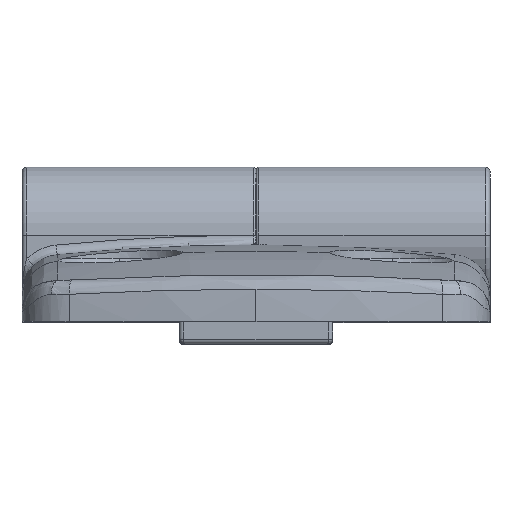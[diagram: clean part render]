
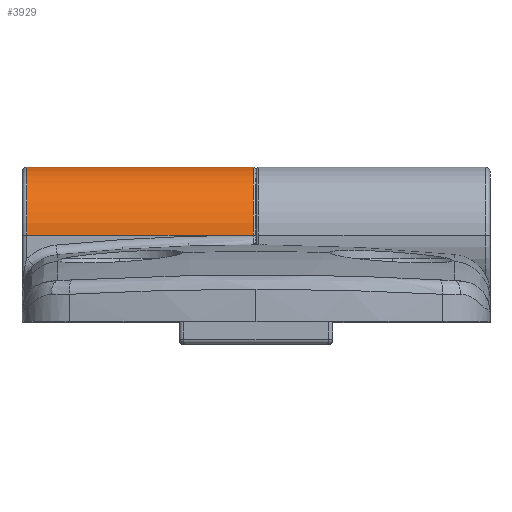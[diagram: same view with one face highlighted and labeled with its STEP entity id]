
A CAD part, top view. The second image highlights one B-rep face of the part: STEP entity #3929.
In plain terms, the highlighted cylindrical face has radius 7 mm (diameter 14 mm), a partial arc.
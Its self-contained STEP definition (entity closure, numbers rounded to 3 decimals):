
#309 = EDGE_CURVE ( 'NONE', #10120, #4201, #2330, .T. ) ;
#1125 = CARTESIAN_POINT ( 'NONE',  ( -0.3, 8.9, 7. ) ) ;
#1536 = LINE ( 'NONE', #8453, #2417 ) ;
#1879 = CYLINDRICAL_SURFACE ( 'NONE', #9004, 7. ) ;
#2042 = AXIS2_PLACEMENT_3D ( 'NONE', #4879, #11849, #8275 ) ;
#2330 = CIRCLE ( 'NONE', #11248, 7. ) ;
#2417 = VECTOR ( 'NONE', #7214, 1000. ) ;
#2623 = VERTEX_POINT ( 'NONE', #8026 ) ;
#3664 = LINE ( 'NONE', #9259, #4615 ) ;
#3826 = ORIENTED_EDGE ( 'NONE', *, *, #10826, .T. ) ;
#3929 = ADVANCED_FACE ( 'NONE', ( #14156 ), #1879, .T. ) ;
#4100 = DIRECTION ( 'NONE',  ( 0., 0., -1. ) ) ;
#4201 = VERTEX_POINT ( 'NONE', #9007 ) ;
#4615 = VECTOR ( 'NONE', #6101, 1000. ) ;
#4639 = CARTESIAN_POINT ( 'NONE',  ( -0.3, 8.9, 0. ) ) ;
#4879 = CARTESIAN_POINT ( 'NONE',  ( -23.5, 8.9, 0. ) ) ;
#5789 = CARTESIAN_POINT ( 'NONE',  ( -23.5, 8.9, -7. ) ) ;
#6101 = DIRECTION ( 'NONE',  ( 1., 0., 0. ) ) ;
#6390 = CARTESIAN_POINT ( 'NONE',  ( -24., 8.9, 0. ) ) ;
#6660 = ORIENTED_EDGE ( 'NONE', *, *, #14486, .F. ) ;
#7214 = DIRECTION ( 'NONE',  ( 1., 0., 0. ) ) ;
#7745 = EDGE_LOOP ( 'NONE', ( #6660, #3826, #13314, #9862 ) ) ;
#8026 = CARTESIAN_POINT ( 'NONE',  ( -23.5, 8.9, 7. ) ) ;
#8115 = DIRECTION ( 'NONE',  ( 0., 0., 1. ) ) ;
#8275 = DIRECTION ( 'NONE',  ( 0., 0., -1. ) ) ;
#8453 = CARTESIAN_POINT ( 'NONE',  ( -24., 8.9, -7. ) ) ;
#9004 = AXIS2_PLACEMENT_3D ( 'NONE', #6390, #14221, #4100 ) ;
#9007 = CARTESIAN_POINT ( 'NONE',  ( -0.3, 8.9, -7. ) ) ;
#9127 = DIRECTION ( 'NONE',  ( -1., 0., 0. ) ) ;
#9259 = CARTESIAN_POINT ( 'NONE',  ( -24., 8.9, 7. ) ) ;
#9365 = VERTEX_POINT ( 'NONE', #5789 ) ;
#9752 = EDGE_CURVE ( 'NONE', #2623, #10120, #3664, .T. ) ;
#9862 = ORIENTED_EDGE ( 'NONE', *, *, #309, .T. ) ;
#10120 = VERTEX_POINT ( 'NONE', #1125 ) ;
#10826 = EDGE_CURVE ( 'NONE', #9365, #2623, #14477, .T. ) ;
#11248 = AXIS2_PLACEMENT_3D ( 'NONE', #4639, #9127, #8115 ) ;
#11849 = DIRECTION ( 'NONE',  ( 1., 0., 0. ) ) ;
#13314 = ORIENTED_EDGE ( 'NONE', *, *, #9752, .T. ) ;
#14156 = FACE_OUTER_BOUND ( 'NONE', #7745, .T. ) ;
#14221 = DIRECTION ( 'NONE',  ( 1., 0., 0. ) ) ;
#14477 = CIRCLE ( 'NONE', #2042, 7. ) ;
#14486 = EDGE_CURVE ( 'NONE', #9365, #4201, #1536, .T. ) ;
